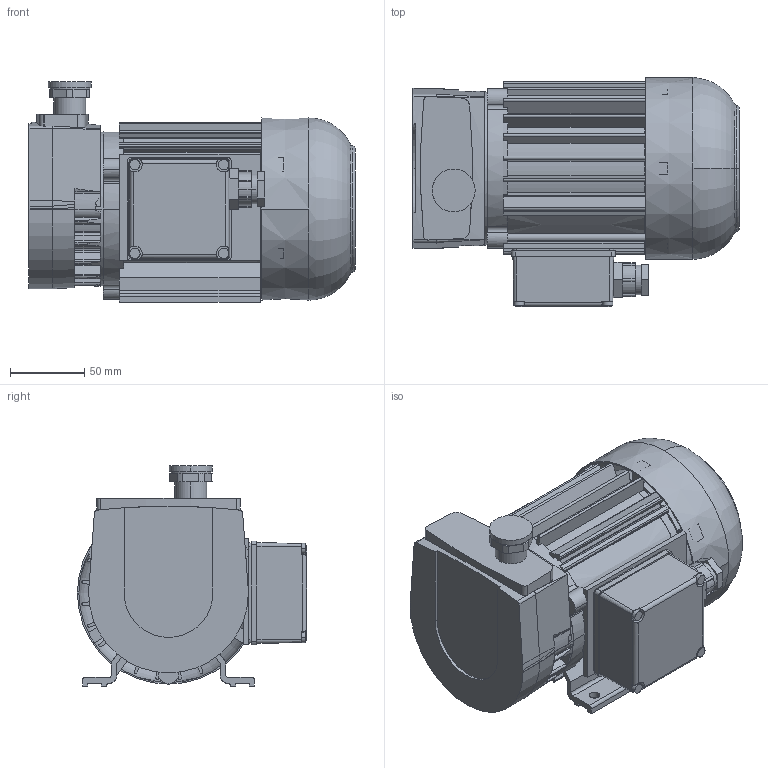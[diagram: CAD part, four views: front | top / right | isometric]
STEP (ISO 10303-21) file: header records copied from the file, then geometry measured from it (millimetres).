
FILE_DESCRIPTION(('STEP AP214'),'1');
FILE_NAME('schmalz_10_03_01_00120_cb9wclssrg93hzfonbxrhgqqs.stp','2017-01-18T09:04:25',('TraceParts'),('TraceParts S.A.'),'Spatial InterOp 3D',' ',' ');
FILE_SCHEMA(('automotive_design'));
Length unit declared in the file: millimetre
Products named in the file (1): schmalz_10_03_01_00120_cb9wclssrg93hzfonbxrhgqqs
Bounding box: 220.12 x 154.7 x 149.02 mm (x, y, z)
Volume: 1830493.9 mm3; surface area: 229441.7 mm2
Topology: 1 solids, 1 shells, 709 faces, 2074 edges, 1368 vertices
Faces by surface type: plane 378, cylinder 265, cone 54, torus 10, revolution 2
Entity records: 30454 total; most frequent: CARTESIAN_POINT 5238, DIRECTION 4177, ORIENTED_EDGE 4148, EDGE_CURVE 2074, AXIS2_PLACEMENT_3D 1471, VERTEX_POINT 1368, LINE 1233, VECTOR 1233
